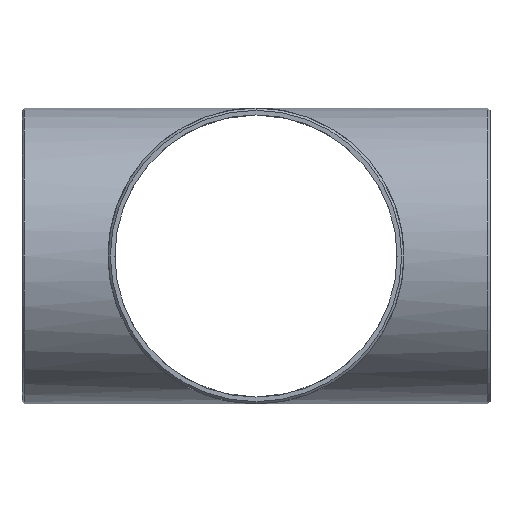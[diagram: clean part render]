
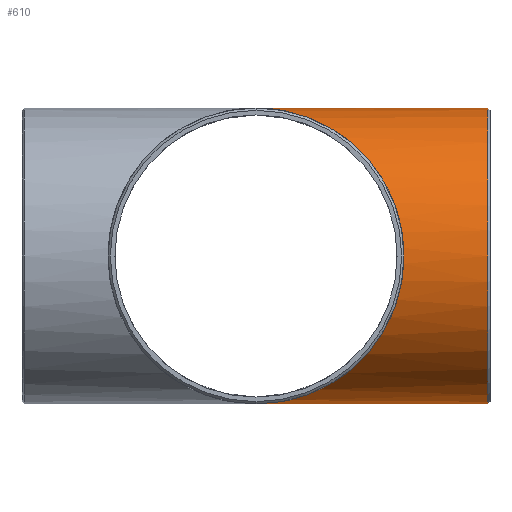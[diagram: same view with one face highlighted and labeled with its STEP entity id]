
A CAD part, left-side view. The second image highlights one B-rep face of the part: STEP entity #610.
In plain terms, the highlighted cylindrical face has radius 136.525 mm (diameter 273.05 mm), a partial arc.
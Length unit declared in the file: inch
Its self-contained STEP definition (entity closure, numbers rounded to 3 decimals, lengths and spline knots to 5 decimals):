
#66 = CYLINDRICAL_SURFACE ( 'NONE', #415, 5.375 ) ;
#87 = VECTOR ( 'NONE', #604, 39.37008 ) ;
#133 = DIRECTION ( 'NONE',  ( 0., 1., 0. ) ) ;
#200 = ORIENTED_EDGE ( 'NONE', *, *, #357, .F. ) ;
#231 = CARTESIAN_POINT ( 'NONE',  ( 0., 0., 5.375 ) ) ;
#235 = VECTOR ( 'NONE', #378, 39.37008 ) ;
#264 = VERTEX_POINT ( 'NONE', #271 ) ;
#271 = CARTESIAN_POINT ( 'NONE',  ( 0., 0., 5.375 ) ) ;
#273 = DIRECTION ( 'NONE',  ( 0., 0., -1. ) ) ;
#277 = CARTESIAN_POINT ( 'NONE',  ( 0., 0., -5.375 ) ) ;
#282 = AXIS2_PLACEMENT_3D ( 'NONE', #561, #133, #696 ) ;
#312 = FACE_OUTER_BOUND ( 'NONE', #663, .T. ) ;
#329 =( BOUNDED_CURVE ( )  B_SPLINE_CURVE ( 3, ( #488, #362, #356, #231 ),
 .UNSPECIFIED., .F., .T. ) 
 B_SPLINE_CURVE_WITH_KNOTS ( ( 4, 4 ),
 ( 4.71239, 7.85398 ),
 .UNSPECIFIED. ) 
 CURVE ( )  GEOMETRIC_REPRESENTATION_ITEM ( )  RATIONAL_B_SPLINE_CURVE ( ( 1., 0.333, 0.333, 1. ) ) 
 REPRESENTATION_ITEM ( '' )  );
#350 = CIRCLE ( 'NONE', #282, 5.375 ) ;
#356 = CARTESIAN_POINT ( 'NONE',  ( -10.75, -10.75, 5.375 ) ) ;
#357 = EDGE_CURVE ( 'NONE', #514, #264, #329, .T. ) ;
#360 = EDGE_CURVE ( 'NONE', #702, #264, #424, .T. ) ;
#362 = CARTESIAN_POINT ( 'NONE',  ( -10.75, -10.75, -5.375 ) ) ;
#378 = DIRECTION ( 'NONE',  ( 0., 1., 0. ) ) ;
#394 = CARTESIAN_POINT ( 'NONE',  ( 0., -8.41667, 5.375 ) ) ;
#415 = AXIS2_PLACEMENT_3D ( 'NONE', #441, #671, #273 ) ;
#424 = LINE ( 'NONE', #673, #87 ) ;
#441 = CARTESIAN_POINT ( 'NONE',  ( 0., -8.5, 0. ) ) ;
#446 = ORIENTED_EDGE ( 'NONE', *, *, #360, .T. ) ;
#477 = EDGE_CURVE ( 'NONE', #737, #702, #350, .T. ) ;
#487 = ORIENTED_EDGE ( 'NONE', *, *, #477, .T. ) ;
#488 = CARTESIAN_POINT ( 'NONE',  ( 0., 0., -5.375 ) ) ;
#502 = LINE ( 'NONE', #569, #235 ) ;
#514 = VERTEX_POINT ( 'NONE', #277 ) ;
#528 = EDGE_CURVE ( 'NONE', #737, #514, #502, .T. ) ;
#561 = CARTESIAN_POINT ( 'NONE',  ( 0., -8.41667, 0. ) ) ;
#569 = CARTESIAN_POINT ( 'NONE',  ( 0., -8.5, -5.375 ) ) ;
#604 = DIRECTION ( 'NONE',  ( 0., 1., 0. ) ) ;
#610 = ADVANCED_FACE ( 'NONE', ( #312 ), #66, .T. ) ;
#663 = EDGE_LOOP ( 'NONE', ( #487, #446, #200, #716 ) ) ;
#671 = DIRECTION ( 'NONE',  ( 0., 1., 0. ) ) ;
#673 = CARTESIAN_POINT ( 'NONE',  ( 0., -8.5, 5.375 ) ) ;
#696 = DIRECTION ( 'NONE',  ( 0., 0., -1. ) ) ;
#702 = VERTEX_POINT ( 'NONE', #394 ) ;
#716 = ORIENTED_EDGE ( 'NONE', *, *, #528, .F. ) ;
#737 = VERTEX_POINT ( 'NONE', #774 ) ;
#774 = CARTESIAN_POINT ( 'NONE',  ( 0., -8.41667, -5.375 ) ) ;
